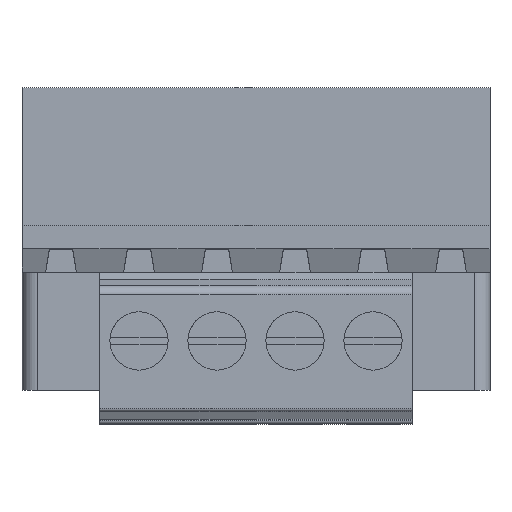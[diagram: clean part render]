
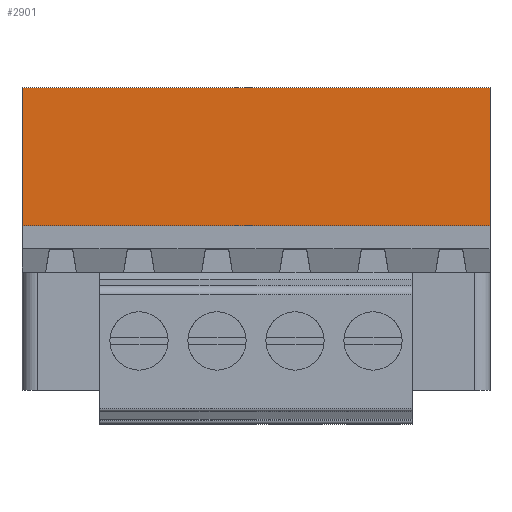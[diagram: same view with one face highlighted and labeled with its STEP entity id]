
A CAD part, top view. The second image highlights one B-rep face of the part: STEP entity #2901.
In plain terms, the highlighted planar face has unit normal (0, 0, 1).
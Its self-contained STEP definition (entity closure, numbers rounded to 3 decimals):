
#1234 = VERTEX_POINT('',#1235);
#1235 = CARTESIAN_POINT('',(-7.62,2.,7.6));
#1243 = EDGE_CURVE('',#1244,#1234,#1246,.T.);
#1244 = VERTEX_POINT('',#1245);
#1245 = CARTESIAN_POINT('',(-7.62,-7.,7.6));
#1246 = LINE('',#1247,#1248);
#1247 = CARTESIAN_POINT('',(-7.62,-7.,7.6));
#1248 = VECTOR('',#1249,1.);
#1249 = DIRECTION('',(0.,1.,0.));
#1905 = VERTEX_POINT('',#1906);
#1906 = CARTESIAN_POINT('',(22.86,2.,7.6));
#1914 = EDGE_CURVE('',#1915,#1905,#1917,.T.);
#1915 = VERTEX_POINT('',#1916);
#1916 = CARTESIAN_POINT('',(22.86,-7.,7.6));
#1917 = LINE('',#1918,#1919);
#1918 = CARTESIAN_POINT('',(22.86,-7.,7.6));
#1919 = VECTOR('',#1920,1.);
#1920 = DIRECTION('',(0.,1.,0.));
#2883 = EDGE_CURVE('',#1234,#1905,#2884,.T.);
#2884 = LINE('',#2885,#2886);
#2885 = CARTESIAN_POINT('',(-7.62,2.,7.6));
#2886 = VECTOR('',#2887,1.);
#2887 = DIRECTION('',(1.,0.,0.));
#2901 = ADVANCED_FACE('',(#2902),#2913,.T.);
#2902 = FACE_BOUND('',#2903,.T.);
#2903 = EDGE_LOOP('',(#2904,#2910,#2911,#2912));
#2904 = ORIENTED_EDGE('',*,*,#2905,.T.);
#2905 = EDGE_CURVE('',#1244,#1915,#2906,.T.);
#2906 = LINE('',#2907,#2908);
#2907 = CARTESIAN_POINT('',(-7.62,-7.,7.6));
#2908 = VECTOR('',#2909,1.);
#2909 = DIRECTION('',(1.,0.,0.));
#2910 = ORIENTED_EDGE('',*,*,#1914,.T.);
#2911 = ORIENTED_EDGE('',*,*,#2883,.F.);
#2912 = ORIENTED_EDGE('',*,*,#1243,.F.);
#2913 = PLANE('',#2914);
#2914 = AXIS2_PLACEMENT_3D('',#2915,#2916,#2917);
#2915 = CARTESIAN_POINT('',(-7.62,-7.,7.6));
#2916 = DIRECTION('',(0.,0.,1.));
#2917 = DIRECTION('',(0.,1.,0.));
